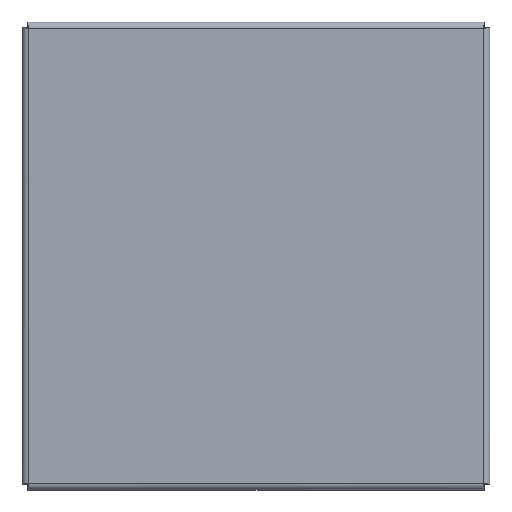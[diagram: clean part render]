
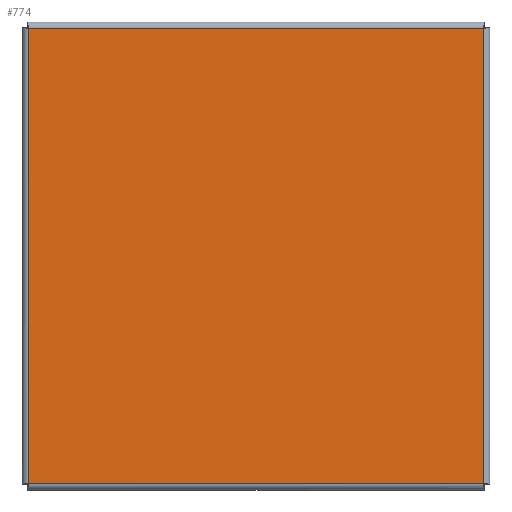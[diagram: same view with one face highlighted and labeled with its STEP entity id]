
A CAD part, top view. The second image highlights one B-rep face of the part: STEP entity #774.
In plain terms, the highlighted planar face has unit normal (0, 0, 1).
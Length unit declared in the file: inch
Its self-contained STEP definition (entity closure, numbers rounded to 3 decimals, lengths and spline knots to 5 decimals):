
#41=PLANE('',#831);
#60=LINE('',#1057,#120);
#76=LINE('',#1159,#136);
#91=LINE('',#1259,#151);
#106=LINE('',#1358,#166);
#120=VECTOR('',#886,7.7895);
#136=VECTOR('',#916,7.7895);
#151=VECTOR('',#945,7.7895);
#166=VECTOR('',#974,7.7895);
#247=FACE_OUTER_BOUND('',#317,.T.);
#317=EDGE_LOOP('',(#659,#660,#661,#662));
#353=VERTEX_POINT('',#1048);
#354=VERTEX_POINT('',#1056);
#365=VERTEX_POINT('',#1151);
#375=VERTEX_POINT('',#1258);
#409=EDGE_CURVE('',#354,#353,#60,.T.);
#429=EDGE_CURVE('',#353,#365,#76,.T.);
#448=EDGE_CURVE('',#375,#354,#91,.T.);
#467=EDGE_CURVE('',#365,#375,#106,.T.);
#659=ORIENTED_EDGE('',*,*,#409,.T.);
#660=ORIENTED_EDGE('',*,*,#429,.T.);
#661=ORIENTED_EDGE('',*,*,#467,.T.);
#662=ORIENTED_EDGE('',*,*,#448,.T.);
#774=ADVANCED_FACE('',(#247),#41,.T.);
#831=AXIS2_PLACEMENT_3D('',#1444,#999,#1000);
#886=DIRECTION('',(1.,0.,0.));
#916=DIRECTION('',(0.,1.,0.));
#945=DIRECTION('',(0.,-1.,0.));
#974=DIRECTION('',(-1.,0.,0.));
#999=DIRECTION('center_axis',(0.,0.,1.));
#1000=DIRECTION('ref_axis',(1.,0.,0.));
#1048=CARTESIAN_POINT('',(3.89475,-3.89475,0.074));
#1056=CARTESIAN_POINT('',(-3.89475,-3.89475,0.074));
#1057=CARTESIAN_POINT('',(-1.94738,-3.89475,0.074));
#1151=CARTESIAN_POINT('',(3.89475,3.89475,0.074));
#1159=CARTESIAN_POINT('',(3.89475,-1.94738,0.074));
#1258=CARTESIAN_POINT('',(-3.89475,3.89475,0.074));
#1259=CARTESIAN_POINT('',(-3.89475,1.94738,0.074));
#1358=CARTESIAN_POINT('',(1.94738,3.89475,0.074));
#1444=CARTESIAN_POINT('Origin',(0.,0.,
0.074));
